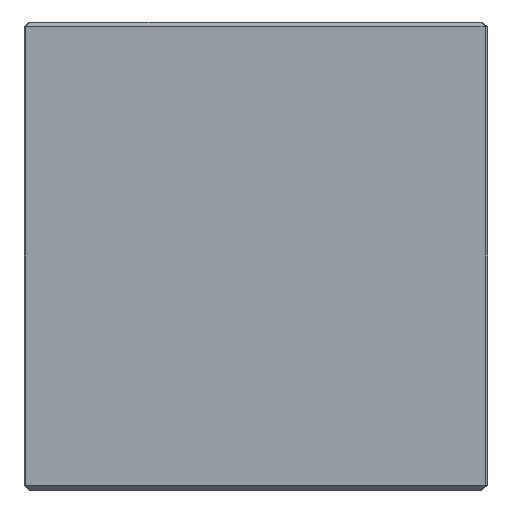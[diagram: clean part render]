
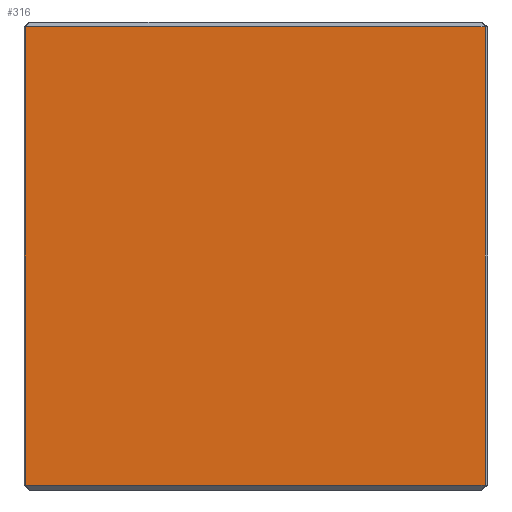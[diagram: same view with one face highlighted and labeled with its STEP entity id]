
A CAD part, front view. The second image highlights one B-rep face of the part: STEP entity #316.
In plain terms, the highlighted planar face has unit normal (0, -1, 0).
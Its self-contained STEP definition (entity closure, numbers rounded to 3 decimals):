
#14 = VECTOR ( 'NONE', #163, 1000. ) ;
#20 = PLANE ( 'NONE',  #421 ) ;
#29 = EDGE_CURVE ( 'NONE', #123, #423, #52, .T. ) ;
#36 = EDGE_CURVE ( 'NONE', #82, #123, #165, .T. ) ;
#44 = CARTESIAN_POINT ( 'NONE',  ( -5., -8.66, 9.9 ) ) ;
#48 = VERTEX_POINT ( 'NONE', #326 ) ;
#52 = LINE ( 'NONE', #169, #14 ) ;
#59 = DIRECTION ( 'NONE',  ( 0., 0., 1. ) ) ;
#76 = LINE ( 'NONE', #44, #468 ) ;
#82 = VERTEX_POINT ( 'NONE', #321 ) ;
#87 = ORIENTED_EDGE ( 'NONE', *, *, #271, .T. ) ;
#122 = DIRECTION ( 'NONE',  ( 0., 0., -1. ) ) ;
#123 = VERTEX_POINT ( 'NONE', #489 ) ;
#127 = ORIENTED_EDGE ( 'NONE', *, *, #257, .T. ) ;
#163 = DIRECTION ( 'NONE',  ( 0., 0., 1. ) ) ;
#165 = LINE ( 'NONE', #479, #502 ) ;
#169 = CARTESIAN_POINT ( 'NONE',  ( 4.9, -8.66, 10. ) ) ;
#173 = FACE_OUTER_BOUND ( 'NONE', #275, .T. ) ;
#244 = ORIENTED_EDGE ( 'NONE', *, *, #36, .T. ) ;
#257 = EDGE_CURVE ( 'NONE', #48, #82, #461, .T. ) ;
#269 = CARTESIAN_POINT ( 'NONE',  ( -4.927, -8.66, 10. ) ) ;
#271 = EDGE_CURVE ( 'NONE', #423, #48, #76, .T. ) ;
#275 = EDGE_LOOP ( 'NONE', ( #407, #87, #127, #244 ) ) ;
#316 = ADVANCED_FACE ( 'NONE', ( #173 ), #20, .F. ) ;
#321 = CARTESIAN_POINT ( 'NONE',  ( -4.927, -8.66, 0.1 ) ) ;
#326 = CARTESIAN_POINT ( 'NONE',  ( -4.927, -8.66, 9.9 ) ) ;
#332 = VECTOR ( 'NONE', #122, 1000. ) ;
#379 = DIRECTION ( 'NONE',  ( -1., 0., 0. ) ) ;
#407 = ORIENTED_EDGE ( 'NONE', *, *, #29, .T. ) ;
#409 = CARTESIAN_POINT ( 'NONE',  ( -5., -8.66, 10. ) ) ;
#421 = AXIS2_PLACEMENT_3D ( 'NONE', #409, #439, #59 ) ;
#423 = VERTEX_POINT ( 'NONE', #490 ) ;
#439 = DIRECTION ( 'NONE',  ( 0., 1., 0. ) ) ;
#443 = DIRECTION ( 'NONE',  ( 1., 0., 0. ) ) ;
#461 = LINE ( 'NONE', #269, #332 ) ;
#468 = VECTOR ( 'NONE', #379, 1000. ) ;
#479 = CARTESIAN_POINT ( 'NONE',  ( -5., -8.66, 0.1 ) ) ;
#489 = CARTESIAN_POINT ( 'NONE',  ( 4.9, -8.66, 0.1 ) ) ;
#490 = CARTESIAN_POINT ( 'NONE',  ( 4.9, -8.66, 9.9 ) ) ;
#502 = VECTOR ( 'NONE', #443, 1000. ) ;
